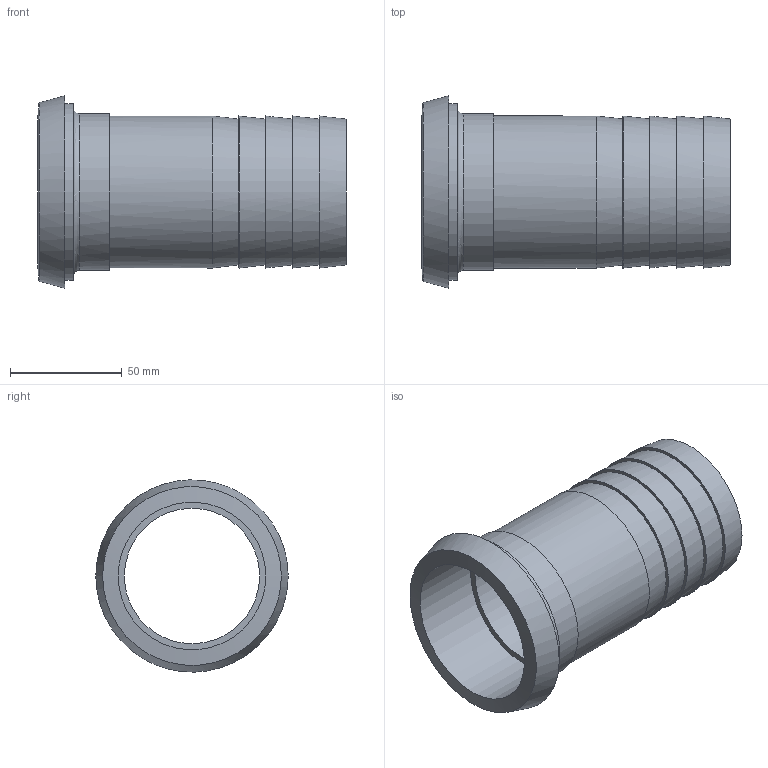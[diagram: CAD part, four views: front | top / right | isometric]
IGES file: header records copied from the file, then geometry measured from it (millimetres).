
Global section: file name: 26040065000; native system: Autodesk Inventor 2015; preprocessor: unknown; author: Struska Martin; date: 20160308.114749; units: millimetre
Bounding box: 138 x 86 x 85.97 mm (x, y, z)
Volume: 107799.7 mm3; surface area: 62560.1 mm2
Topology: 1 solids, 1 shells, 26 faces, 61 edges, 44 vertices
Faces by surface type: bspline 26
